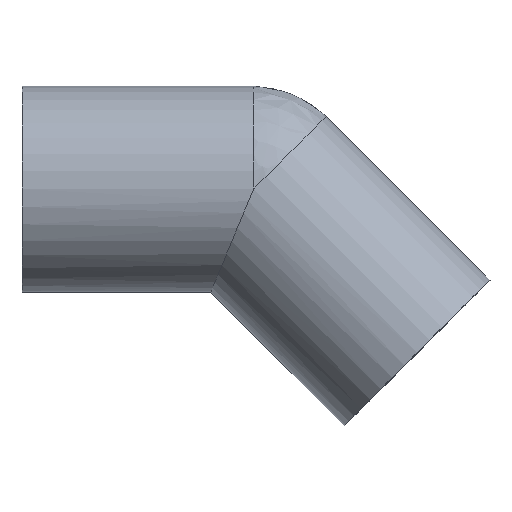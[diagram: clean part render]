
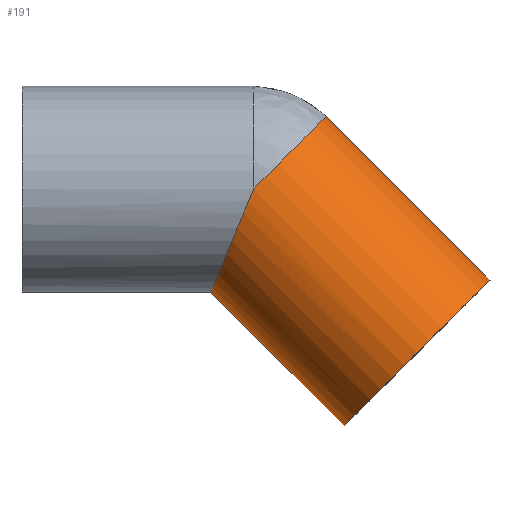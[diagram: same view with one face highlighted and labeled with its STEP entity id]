
A CAD part, top view. The second image highlights one B-rep face of the part: STEP entity #191.
In plain terms, the highlighted cylindrical face has radius 45 mm (diameter 90 mm), a partial arc.
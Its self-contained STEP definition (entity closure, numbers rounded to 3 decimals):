
#111 = VERTEX_POINT( '', #248 );
#115 = EDGE_CURVE( '', #147, #161, #254, .T. );
#119 = EDGE_CURVE( '', #161, #163, #258, .T. );
#129 = EDGE_CURVE( '', #111, #147, #269, .T. );
#137 = EDGE_CURVE( '', #165, #163, #277, .T. );
#139 = EDGE_CURVE( '', #111, #165, #279, .T. );
#147 = VERTEX_POINT( '', #288 );
#161 = VERTEX_POINT( '', #303 );
#163 = VERTEX_POINT( '', #305 );
#165 = VERTEX_POINT( '', #307 );
#191 = ADVANCED_FACE( '', ( #337 ), #338, .T. );
#248 = CARTESIAN_POINT( '', ( 82.36, -45., 0. ) );
#254 = CIRCLE( '', #400, 45. );
#258 = LINE( '', #406, #407 );
#269 = LINE( '', #421, #422 );
#277 = CIRCLE( '', #433, 45. );
#279 = ELLIPSE( '', #436, 48.708, 45. );
#288 = CARTESIAN_POINT( '', ( 140.598, -103.238, 0. ) );
#303 = CARTESIAN_POINT( '', ( 204.238, -39.598, 0. ) );
#305 = CARTESIAN_POINT( '', ( 132.82, 31.82, 0. ) );
#307 = CARTESIAN_POINT( '', ( 101., 0., 45. ) );
#337 = FACE_OUTER_BOUND( '', #508, .T. );
#338 = CYLINDRICAL_SURFACE( '', #509, 45. );
#400 = AXIS2_PLACEMENT_3D( '', #566, #567, #568 );
#406 = CARTESIAN_POINT( '', ( 168.529, -3.889, 0. ) );
#407 = VECTOR( '', #572, 1. );
#421 = CARTESIAN_POINT( '', ( 104.889, -67.529, 0. ) );
#422 = VECTOR( '', #588, 1. );
#433 = AXIS2_PLACEMENT_3D( '', #595, #596, #597 );
#436 = AXIS2_PLACEMENT_3D( '', #598, #599, #600 );
#508 = EDGE_LOOP( '', ( #672, #673, #674, #675, #676 ) );
#509 = AXIS2_PLACEMENT_3D( '', #677, #678, #679 );
#566 = CARTESIAN_POINT( '', ( 172.418, -71.418, 0. ) );
#567 = DIRECTION( '', ( -0.707, 0.707, 0. ) );
#568 = DIRECTION( '', ( 0.707, 0.707, 0. ) );
#572 = DIRECTION( '', ( -0.707, 0.707, 0. ) );
#588 = DIRECTION( '', ( 0.707, -0.707, 0. ) );
#595 = CARTESIAN_POINT( '', ( 101., 0., 0. ) );
#596 = DIRECTION( '', ( -0.707, 0.707, 0. ) );
#597 = DIRECTION( '', ( 0.707, 0.707, 0. ) );
#598 = CARTESIAN_POINT( '', ( 101., 0., 0. ) );
#599 = DIRECTION( '', ( -0.924, 0.383, 0. ) );
#600 = DIRECTION( '', ( 0.383, 0.924, 0. ) );
#672 = ORIENTED_EDGE( '', *, *, #119, .T. );
#673 = ORIENTED_EDGE( '', *, *, #137, .F. );
#674 = ORIENTED_EDGE( '', *, *, #139, .F. );
#675 = ORIENTED_EDGE( '', *, *, #129, .T. );
#676 = ORIENTED_EDGE( '', *, *, #115, .T. );
#677 = CARTESIAN_POINT( '', ( 136.709, -35.709, 0. ) );
#678 = DIRECTION( '', ( 0.707, -0.707, 0. ) );
#679 = DIRECTION( '', ( 0.707, 0.707, 0. ) );
